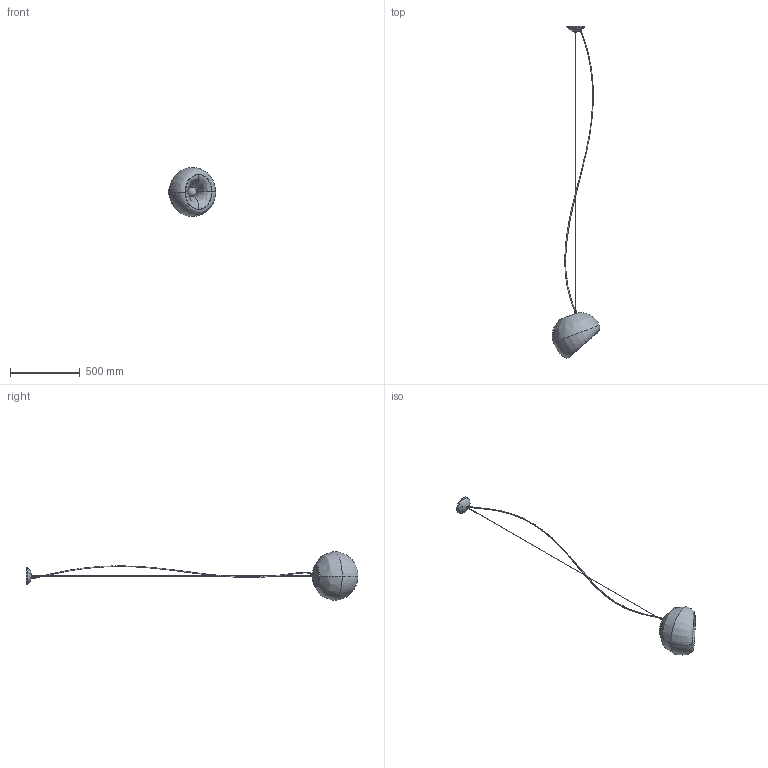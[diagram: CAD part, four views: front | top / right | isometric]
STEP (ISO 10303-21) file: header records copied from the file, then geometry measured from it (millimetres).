
FILE_DESCRIPTION(/* description */ (''),/* implementation_level */ '2;1');
FILE_NAME(/* name */ '00457MP0AT0_s.stp',/* time_stamp */ '2021-09-06T11:56:44+02:00',/* author */ ('ruggero.dipaola'),/* organization */ (''),/* preprocessor_version */ 'ST-DEVELOPER v18.1',/* originating_system */ 'Autodesk Inventor 2020',/* authorisation */ '');
FILE_SCHEMA (('AUTOMOTIVE_DESIGN { 1 0 10303 214 3 1 1 }'));
Length unit declared in the file: millimetre
Products named in the file (22): 00457MP0LT0; COPRI PTL E26; Portalampada E27 + Cappello M10x1 a scatto; 00457C005; TIGE M10X1 L25mm; GRANO FILETTATO STEAB 5068-8-26 NERO NY66 RV IMP.T; CAVO ACC. INOX 1X49 L 2000MM + FIN D.4X4; 00457C006; 00457C007; NIPPLO M10X1 STEAB 5016-3-7-011 NEUTRO; CAVO ELETTRICO CE; 00457C010; BLOCCACAVO STEAB 5069-7-011; T20X10; RONDELLA DENTELLATA ESTERNA M10 UNI 8842 A; DADO M10x1 H2 ZINCATO; MORSETTO NICHELATO 6X10 + VITI M4X6 F.2X1,7; GRANO STEAB 5408-4-10-2-18 M7X1 L10 NERO CAVA ESAG; RONDELLA IN PA6 NATURALE ØINT10,5 - ØEST 20 - 
SP2; LAMPADINA E27 PER ISTRUZIONI DI MONTAGGIO; 00457C009_render; 00457C002
Assembly tree (23 placements, depth 2):
  00457MP0LT0
    COPRI PTL E26
    Portalampada E27 + Cappello M10x1 a scatto
    00457C005
    TIGE M10X1 L25mm
    GRANO FILETTATO STEAB 5068-8-26 NERO NY66 RV IMP.T
    CAVO ACC. INOX 1X49 L 2000MM + FIN D.4X4
    00457C006
    00457C007
    NIPPLO M10X1 STEAB 5016-3-7-011 NEUTRO
    CAVO ELETTRICO CE
    00457C010
    BLOCCACAVO STEAB 5069-7-011
    T20X10
    RONDELLA DENTELLATA ESTERNA M10 UNI 8842 A
    DADO M10x1 H2 ZINCATO  x2
    MORSETTO NICHELATO 6X10 + VITI M4X6 F.2X1,7
    GRANO STEAB 5408-4-10-2-18 M7X1 L10 NERO CAVA ESAG
    RONDELLA IN PA6 NATURALE ØINT10,5 - ØEST 20 - 
SP2  x2
    LAMPADINA E27 PER ISTRUZIONI DI MONTAGGIO
    00457C009_render
    00457C002
Bounding box: 339.66 x 2375.21 x 350 mm (x, y, z)
Volume: 2836602.5 mm3; surface area: 903225.4 mm2
Topology: 26 solids, 26 shells, 464 faces, 1165 edges, 756 vertices
Faces by surface type: plane 204, bspline 103, cylinder 89, torus 41, cone 20, sphere 7
Full cylindrical faces by diameter (mm): 1 x3, 2 x2, 2.2 x4, 3 x2, 3.3 x2, 4 x2, 5 x1, 5.917 x1, 6 x2, 7 x4, 8 x1, 8.917 x1, 9 x3, 10 x7, 10.5 x6, 12 x2, 13 x1, 20 x2, 23 x1, 25 x1, 27 x1, 30 x1, 36 x1, 37 x2, 40 x1, 40.5 x1, 42.1 x1, 50 x1, 64 x1
Entity records: 25944 total; most frequent: CARTESIAN_POINT 14439, ORIENTED_EDGE 2206, DIRECTION 2146, EDGE_CURVE 1103, AXIS2_PLACEMENT_3D 775, VERTEX_POINT 723, LINE 596, VECTOR 596
